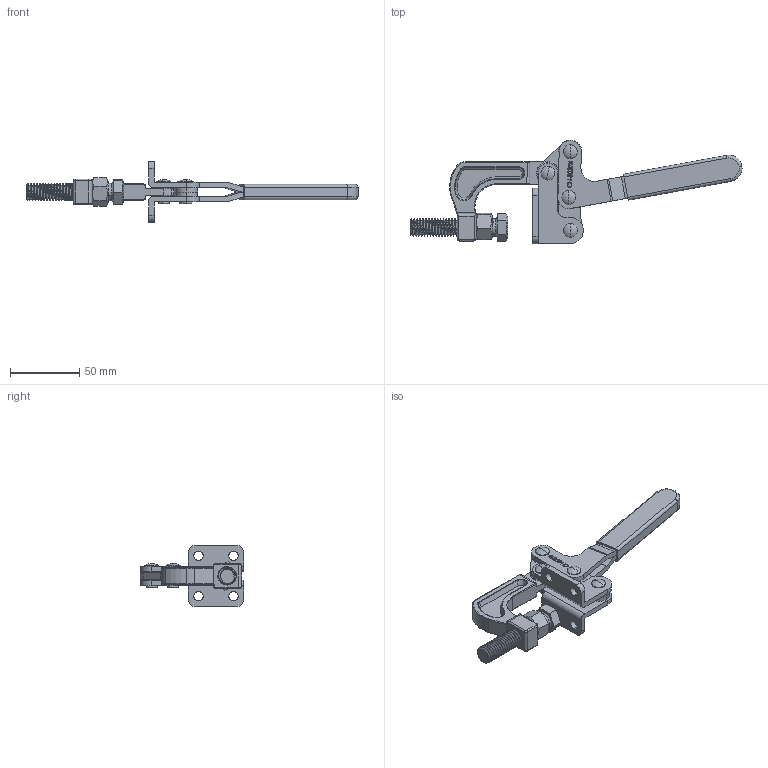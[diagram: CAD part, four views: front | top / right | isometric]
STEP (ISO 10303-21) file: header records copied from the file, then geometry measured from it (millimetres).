
FILE_DESCRIPTION (( 'STEP AP203' ), '1' );
FILE_NAME ('CH-80379.STEP', '2017-12-05T01:48:38', ( 'Windows' ), ( 'Microsoft' ), 'SwSTEP 2.0', 'SolidWorks 2015', '' );
FILE_SCHEMA (( 'CONFIG_CONTROL_DESIGN' ));
Length unit declared in the file: millimetre
Products named in the file (9): 80379-02 BAR; CH-80379; 80379-01 FLANGED BASE; 80325-03 HANDLE; 80379-04 CONNECTING-PLATE; 1-2 NUT; 80325-05; 1-2-12X2 1-2; 80379-06
Assembly tree (12 placements, depth 2):
  CH-80379
    80379-02 BAR
    80379-01 FLANGED BASE
    80325-03 HANDLE
    80379-04 CONNECTING-PLATE  x2
    1-2 NUT
    80325-05
    1-2-12X2 1-2
    80379-06  x4
Bounding box: 239.97 x 74.75 x 44 mm (x, y, z)
Volume: 74937.8 mm3; surface area: 52120.7 mm2
Topology: 14 solids, 14 shells, 860 faces, 2299 edges, 1488 vertices
Faces by surface type: cylinder 289, plane 251, bspline 209, torus 72, cone 39
Entity records: 39052 total; most frequent: CARTESIAN_POINT 19822, ORIENTED_EDGE 4354, DIRECTION 2992, EDGE_CURVE 2177, VERTEX_POINT 1422, VECTOR 1012, LINE 1012, AXIS2_PLACEMENT_3D 990
